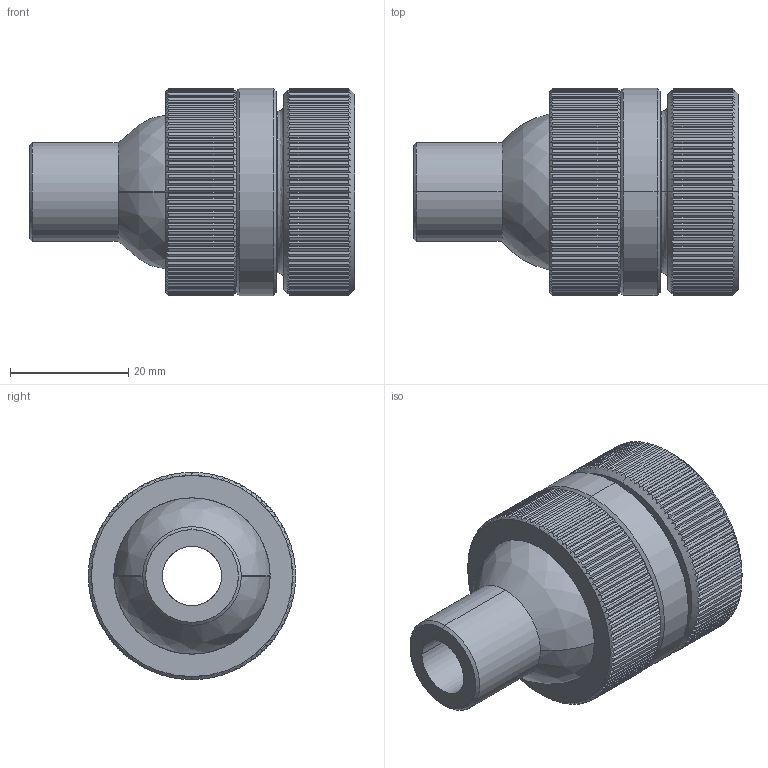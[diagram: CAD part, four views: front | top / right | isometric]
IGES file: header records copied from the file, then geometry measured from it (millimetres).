
Start section: SolidWorks IGES file using analytic representation for surfaces
Global section: file name: UJ40.IGS; native system: SolidWorks 2017; preprocessor: SolidWorks 2017; author: AndyW; date: 171114.095038; units: millimetre
Bounding box: 55 x 35 x 35 mm (x, y, z)
Surface area: 14787.6 mm2 (no closed solid volume)
Topology: 0 solids, 0 shells, 659 faces, 4632 edges, 4632 vertices
Faces by surface type: bspline 411, revolution 248
